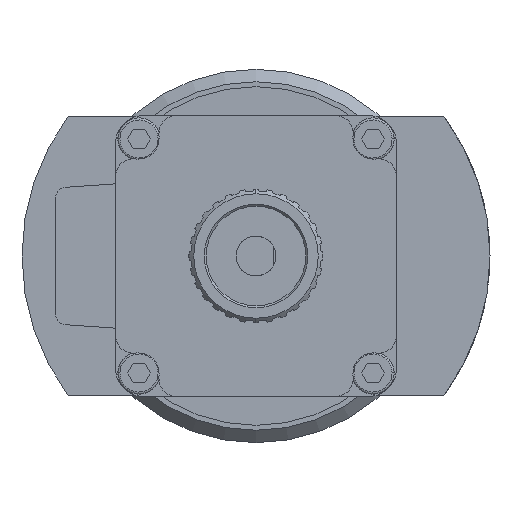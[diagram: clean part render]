
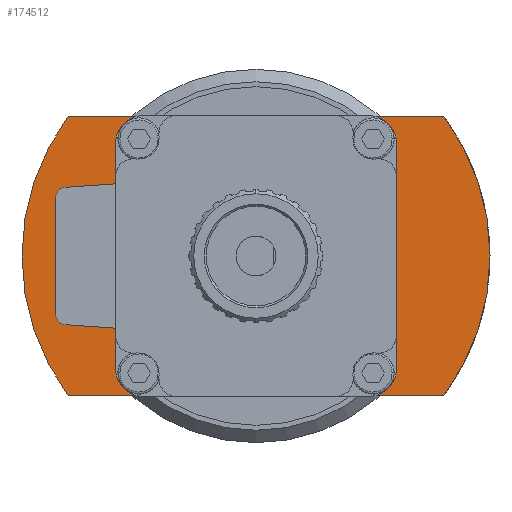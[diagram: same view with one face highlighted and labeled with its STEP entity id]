
A CAD part, front view. The second image highlights one B-rep face of the part: STEP entity #174512.
In plain terms, the highlighted planar face has unit normal (0, -1, 0).
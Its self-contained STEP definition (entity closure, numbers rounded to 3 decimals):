
#25988 = DIRECTION ( 'NONE',  ( 0., 0., 1. ) ) ;
#36037 = VERTEX_POINT ( 'NONE', #398440 ) ;
#47414 = CIRCLE ( 'NONE', #251154, 19.05 ) ;
#53291 = VERTEX_POINT ( 'NONE', #160865 ) ;
#57055 = DIRECTION ( 'NONE',  ( 0., -1., 0. ) ) ;
#65985 = AXIS2_PLACEMENT_3D ( 'NONE', #278579, #67850, #313830 ) ;
#67850 = DIRECTION ( 'NONE',  ( 0., 1., 0. ) ) ;
#70484 = CIRCLE ( 'NONE', #65985, 47. ) ;
#73354 = CARTESIAN_POINT ( 'NONE',  ( -0.001, -107.001, 0. ) ) ;
#108868 = DIRECTION ( 'NONE',  ( 0., 0., 1. ) ) ;
#109901 = CARTESIAN_POINT ( 'NONE',  ( -0.001, -107.001, 0. ) ) ;
#115378 = FACE_OUTER_BOUND ( 'NONE', #258708, .T. ) ;
#145211 = DIRECTION ( 'NONE',  ( 0., 0., 1. ) ) ;
#160865 = CARTESIAN_POINT ( 'NONE',  ( -0.001, -107.001, -19.05 ) ) ;
#163259 = EDGE_CURVE ( 'NONE', #258039, #304379, #429367, .T. ) ;
#165186 = CARTESIAN_POINT ( 'NONE',  ( -37.75, -107.001, 28. ) ) ;
#174440 = CARTESIAN_POINT ( 'NONE',  ( -37.75, -107.001, -28. ) ) ;
#174512 = ADVANCED_FACE ( 'NONE', ( #115378, #208820 ), #270519, .F. ) ;
#187557 = CARTESIAN_POINT ( 'NONE',  ( -0.001, -107.001, -28. ) ) ;
#189087 = EDGE_CURVE ( 'NONE', #53291, #36037, #47414, .T. ) ;
#200540 = VECTOR ( 'NONE', #256596, 1000. ) ;
#208820 = FACE_BOUND ( 'NONE', #408224, .T. ) ;
#211566 = LINE ( 'NONE', #187557, #200540 ) ;
#213061 = ORIENTED_EDGE ( 'NONE', *, *, #163259, .F. ) ;
#221989 = ORIENTED_EDGE ( 'NONE', *, *, #244305, .F. ) ;
#226171 = AXIS2_PLACEMENT_3D ( 'NONE', #267620, #57055, #302920 ) ;
#236642 = DIRECTION ( 'NONE',  ( 0., 1., 0. ) ) ;
#238863 = VERTEX_POINT ( 'NONE', #165186 ) ;
#241230 = EDGE_CURVE ( 'NONE', #304379, #421384, #211566, .T. ) ;
#244305 = EDGE_CURVE ( 'NONE', #36037, #53291, #362401, .T. ) ;
#249931 = LINE ( 'NONE', #341223, #436727 ) ;
#251154 = AXIS2_PLACEMENT_3D ( 'NONE', #73354, #319325, #108868 ) ;
#256596 = DIRECTION ( 'NONE',  ( -1., 0., 0. ) ) ;
#258039 = VERTEX_POINT ( 'NONE', #346999 ) ;
#258708 = EDGE_LOOP ( 'NONE', ( #362403, #352863, #368357, #213061 ) ) ;
#267620 = CARTESIAN_POINT ( 'NONE',  ( -0.001, -107.001, 0. ) ) ;
#270519 = PLANE ( 'NONE',  #276771 ) ;
#276771 = AXIS2_PLACEMENT_3D ( 'NONE', #447042, #236642, #25988 ) ;
#278579 = CARTESIAN_POINT ( 'NONE',  ( -0.001, -107.001, 0. ) ) ;
#302920 = DIRECTION ( 'NONE',  ( 0., 0., 1. ) ) ;
#304379 = VERTEX_POINT ( 'NONE', #401893 ) ;
#313830 = DIRECTION ( 'NONE',  ( 0., 0., 1. ) ) ;
#319325 = DIRECTION ( 'NONE',  ( 0., -1., 0. ) ) ;
#335983 = AXIS2_PLACEMENT_3D ( 'NONE', #109901, #355620, #145211 ) ;
#339754 = DIRECTION ( 'NONE',  ( 1., 0., 0. ) ) ;
#341223 = CARTESIAN_POINT ( 'NONE',  ( -0.001, -107.001, 28. ) ) ;
#346999 = CARTESIAN_POINT ( 'NONE',  ( 37.748, -107.001, 28. ) ) ;
#352863 = ORIENTED_EDGE ( 'NONE', *, *, #394210, .F. ) ;
#355620 = DIRECTION ( 'NONE',  ( 0., 1., 0. ) ) ;
#362403 = ORIENTED_EDGE ( 'NONE', *, *, #449085, .F. ) ;
#362401 = CIRCLE ( 'NONE', #226171, 19.05 ) ;
#368357 = ORIENTED_EDGE ( 'NONE', *, *, #241230, .F. ) ;
#394210 = EDGE_CURVE ( 'NONE', #421384, #238863, #70484, .T. ) ;
#398440 = CARTESIAN_POINT ( 'NONE',  ( -0.001, -107.001, 19.05 ) ) ;
#401893 = CARTESIAN_POINT ( 'NONE',  ( 37.748, -107.001, -28. ) ) ;
#408224 = EDGE_LOOP ( 'NONE', ( #221989, #445474 ) ) ;
#421384 = VERTEX_POINT ( 'NONE', #174440 ) ;
#429367 = CIRCLE ( 'NONE', #335983, 47. ) ;
#436727 = VECTOR ( 'NONE', #339754, 1000. ) ;
#445474 = ORIENTED_EDGE ( 'NONE', *, *, #189087, .F. ) ;
#447042 = CARTESIAN_POINT ( 'NONE',  ( -0.001, -107.001, 0. ) ) ;
#449085 = EDGE_CURVE ( 'NONE', #238863, #258039, #249931, .T. ) ;
